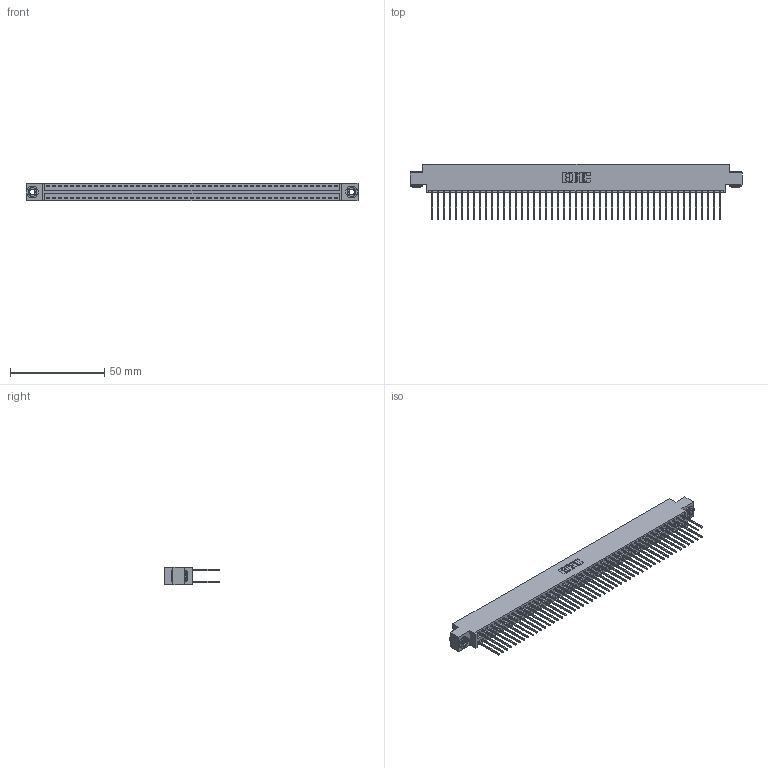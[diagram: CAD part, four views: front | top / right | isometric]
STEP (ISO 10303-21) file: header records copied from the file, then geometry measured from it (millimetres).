
FILE_DESCRIPTION (( 'STEP AP203' ), '1' );
FILE_NAME ('396-098-540-803.STEP', '2019-11-02T17:06:03', ( '' ), ( '' ), 'SwSTEP 2.0', 'SolidWorks 2016', '' );
FILE_SCHEMA (( 'CONFIG_CONTROL_DESIGN' ));
Length unit declared in the file: inch
Products named in the file (4): 345-292-001_345-293-140; 345-250-002_345-250-002-102; 396-098-540-803; 346 Part_0.170 Offset - 0.156 Dia-TH
Assembly tree (101 placements, depth 2):
  396-098-540-803
    346 Part_0.170 Offset - 0.156 Dia-TH
    345-292-001_345-293-140  x98
    345-250-002_345-250-002-102  x2
Bounding box: 176.15 x 29.46 x 9.4 mm (x, y, z)
Volume: 17467.4 mm3; surface area: 26271.2 mm2
Topology: 101 solids, 101 shells, 5260 faces, 15607 edges, 10270 vertices
Faces by surface type: plane 3520, cylinder 1732, cone 8
Entity records: 31836 total; most frequent: CARTESIAN_POINT 5215, ORIENTED_EDGE 5142, DIRECTION 4677, EDGE_CURVE 2571, LINE 2219, VECTOR 2219, VERTEX_POINT 1710, AXIS2_PLACEMENT_3D 1229
